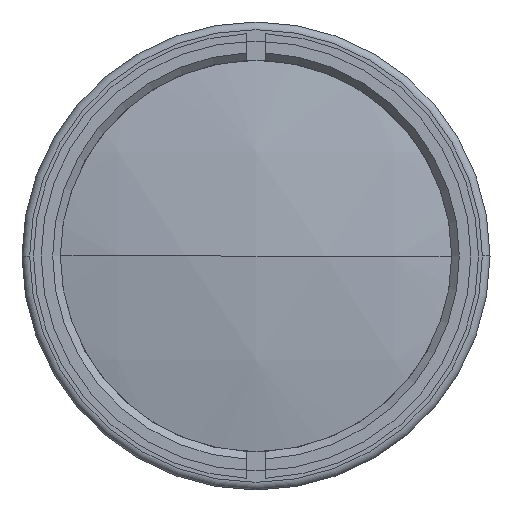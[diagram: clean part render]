
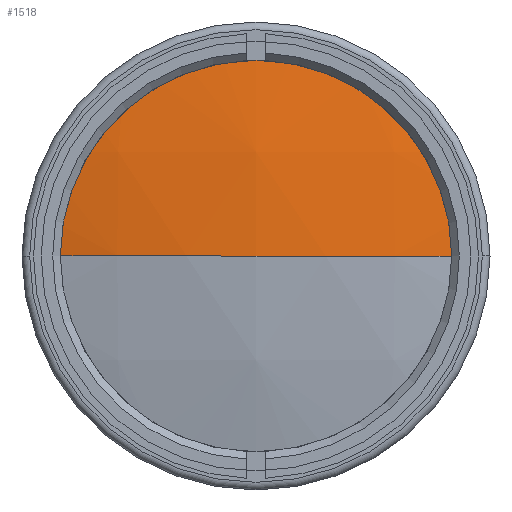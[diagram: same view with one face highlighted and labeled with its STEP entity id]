
A CAD part, left-side view. The second image highlights one B-rep face of the part: STEP entity #1518.
In plain terms, the highlighted spherical face has radius 124 mm.
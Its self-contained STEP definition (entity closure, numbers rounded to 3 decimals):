
#50 = CARTESIAN_POINT ( 'NONE',  ( -109.145, 0., 0. ) ) ;
#86 = VERTEX_POINT ( 'NONE', #3433 ) ;
#272 = ORIENTED_EDGE ( 'NONE', *, *, #900, .F. ) ;
#344 = DIRECTION ( 'NONE',  ( 0., 1., 0. ) ) ;
#351 = AXIS2_PLACEMENT_3D ( 'NONE', #2146, #1891, #344 ) ;
#370 = DIRECTION ( 'NONE',  ( 0., 0., -1. ) ) ;
#434 = CARTESIAN_POINT ( 'NONE',  ( 11.88, 0., 0. ) ) ;
#539 = EDGE_CURVE ( 'NONE', #2484, #3243, #2505, .T. ) ;
#900 = EDGE_CURVE ( 'NONE', #2484, #86, #979, .T. ) ;
#979 = CIRCLE ( 'NONE', #351, 124. ) ;
#1048 = EDGE_CURVE ( 'NONE', #3243, #86, #1411, .T. ) ;
#1411 = CIRCLE ( 'NONE', #2312, 124. ) ;
#1518 = ADVANCED_FACE ( 'NONE', ( #3143 ), #1541, .T. ) ;
#1521 = CARTESIAN_POINT ( 'NONE',  ( -109.145, 27., 0. ) ) ;
#1534 = EDGE_LOOP ( 'NONE', ( #2980, #3284, #272 ) ) ;
#1541 = SPHERICAL_SURFACE ( 'NONE', #3014, 124. ) ;
#1719 = DIRECTION ( 'NONE',  ( 0., -1., 0. ) ) ;
#1827 = CARTESIAN_POINT ( 'NONE',  ( -109.145, -27., 0. ) ) ;
#1832 = DIRECTION ( 'NONE',  ( 0., 0., 1. ) ) ;
#1891 = DIRECTION ( 'NONE',  ( 0., 0., -1. ) ) ;
#2146 = CARTESIAN_POINT ( 'NONE',  ( 11.88, 0., 0. ) ) ;
#2312 = AXIS2_PLACEMENT_3D ( 'NONE', #434, #3361, #1719 ) ;
#2484 = VERTEX_POINT ( 'NONE', #1827 ) ;
#2502 = DIRECTION ( 'NONE',  ( -1., 0., 0. ) ) ;
#2505 = CIRCLE ( 'NONE', #3173, 27. ) ;
#2861 = CARTESIAN_POINT ( 'NONE',  ( 11.88, 0., 0. ) ) ;
#2908 = DIRECTION ( 'NONE',  ( 0., -1., 0. ) ) ;
#2980 = ORIENTED_EDGE ( 'NONE', *, *, #539, .T. ) ;
#3014 = AXIS2_PLACEMENT_3D ( 'NONE', #2861, #1832, #2908 ) ;
#3143 = FACE_OUTER_BOUND ( 'NONE', #1534, .T. ) ;
#3173 = AXIS2_PLACEMENT_3D ( 'NONE', #50, #2502, #370 ) ;
#3243 = VERTEX_POINT ( 'NONE', #1521 ) ;
#3284 = ORIENTED_EDGE ( 'NONE', *, *, #1048, .T. ) ;
#3361 = DIRECTION ( 'NONE',  ( 0., 0., 1. ) ) ;
#3433 = CARTESIAN_POINT ( 'NONE',  ( -112.12, 0., 0. ) ) ;
